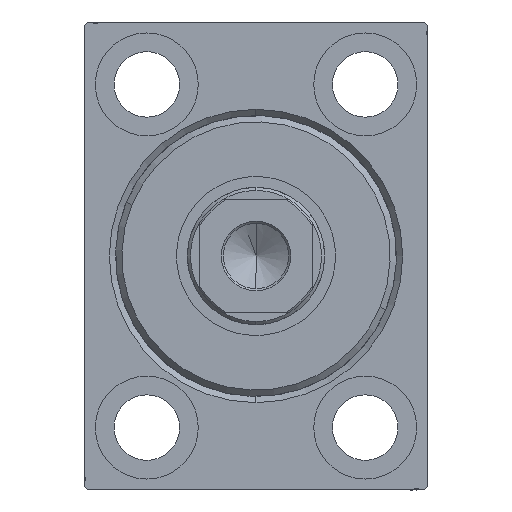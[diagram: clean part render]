
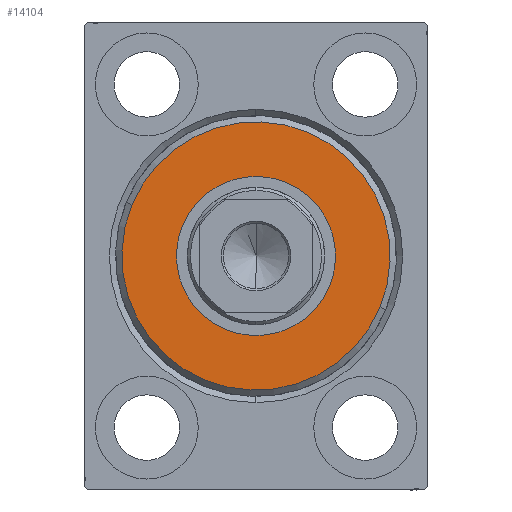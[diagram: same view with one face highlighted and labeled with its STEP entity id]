
A CAD part, left-side view. The second image highlights one B-rep face of the part: STEP entity #14104.
In plain terms, the highlighted face is planar.
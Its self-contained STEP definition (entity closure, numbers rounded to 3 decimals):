
#3374 = AXIS2_PLACEMENT_3D ( 'NONE', #6145, #28974, #12587 ) ;
#6145 = CARTESIAN_POINT ( 'NONE',  ( 3., 0., 0. ) ) ;
#8539 = EDGE_CURVE ( 'NONE', #12859, #22915, #23024, .T. ) ;
#9515 = CARTESIAN_POINT ( 'NONE',  ( 3., 0., -12.75 ) ) ;
#10128 = ORIENTED_EDGE ( 'NONE', *, *, #8539, .T. ) ;
#10216 = CARTESIAN_POINT ( 'NONE',  ( 3., 0., 21.5 ) ) ;
#10859 = CARTESIAN_POINT ( 'NONE',  ( 3., 0., 0. ) ) ;
#11523 = EDGE_CURVE ( 'NONE', #33098, #29663, #38656, .T. ) ;
#11933 = ORIENTED_EDGE ( 'NONE', *, *, #11523, .T. ) ;
#12587 = DIRECTION ( 'NONE',  ( 0., 0., -1. ) ) ;
#12859 = VERTEX_POINT ( 'NONE', #9515 ) ;
#14004 = CARTESIAN_POINT ( 'NONE',  ( 3., 0., 0. ) ) ;
#14104 = ADVANCED_FACE ( 'NONE', ( #39400, #15703 ), #19242, .T. ) ;
#14536 = AXIS2_PLACEMENT_3D ( 'NONE', #43349, #36254, #19416 ) ;
#15703 = FACE_BOUND ( 'NONE', #37796, .T. ) ;
#19242 = PLANE ( 'NONE',  #3374 ) ;
#19416 = DIRECTION ( 'NONE',  ( 0., 0., -1. ) ) ;
#19557 = AXIS2_PLACEMENT_3D ( 'NONE', #10859, #25247, #31248 ) ;
#20916 = CARTESIAN_POINT ( 'NONE',  ( 3., 0., 0. ) ) ;
#21197 = EDGE_CURVE ( 'NONE', #22915, #12859, #35394, .T. ) ;
#22703 = EDGE_LOOP ( 'NONE', ( #11933, #34804 ) ) ;
#22882 = ORIENTED_EDGE ( 'NONE', *, *, #21197, .T. ) ;
#22915 = VERTEX_POINT ( 'NONE', #24249 ) ;
#23024 = CIRCLE ( 'NONE', #14536, 12.75 ) ;
#24249 = CARTESIAN_POINT ( 'NONE',  ( 3., 0., 12.75 ) ) ;
#24454 = DIRECTION ( 'NONE',  ( 0., 0., -1. ) ) ;
#24816 = AXIS2_PLACEMENT_3D ( 'NONE', #20916, #41301, #24454 ) ;
#25247 = DIRECTION ( 'NONE',  ( 1., 0., 0. ) ) ;
#26244 = CIRCLE ( 'NONE', #24816, 21.5 ) ;
#28974 = DIRECTION ( 'NONE',  ( 1., 0., 0. ) ) ;
#29663 = VERTEX_POINT ( 'NONE', #32370 ) ;
#31248 = DIRECTION ( 'NONE',  ( 0., 0., -1. ) ) ;
#32370 = CARTESIAN_POINT ( 'NONE',  ( 3., 0., -21.5 ) ) ;
#33098 = VERTEX_POINT ( 'NONE', #10216 ) ;
#34804 = ORIENTED_EDGE ( 'NONE', *, *, #43065, .T. ) ;
#35394 = CIRCLE ( 'NONE', #41021, 12.75 ) ;
#36254 = DIRECTION ( 'NONE',  ( -1., 0., 0. ) ) ;
#37488 = DIRECTION ( 'NONE',  ( 0., 0., -1. ) ) ;
#37796 = EDGE_LOOP ( 'NONE', ( #22882, #10128 ) ) ;
#38656 = CIRCLE ( 'NONE', #19557, 21.5 ) ;
#39400 = FACE_OUTER_BOUND ( 'NONE', #22703, .T. ) ;
#41021 = AXIS2_PLACEMENT_3D ( 'NONE', #14004, #41465, #37488 ) ;
#41301 = DIRECTION ( 'NONE',  ( 1., 0., 0. ) ) ;
#41465 = DIRECTION ( 'NONE',  ( -1., 0., 0. ) ) ;
#43065 = EDGE_CURVE ( 'NONE', #29663, #33098, #26244, .T. ) ;
#43349 = CARTESIAN_POINT ( 'NONE',  ( 3., 0., 0. ) ) ;
